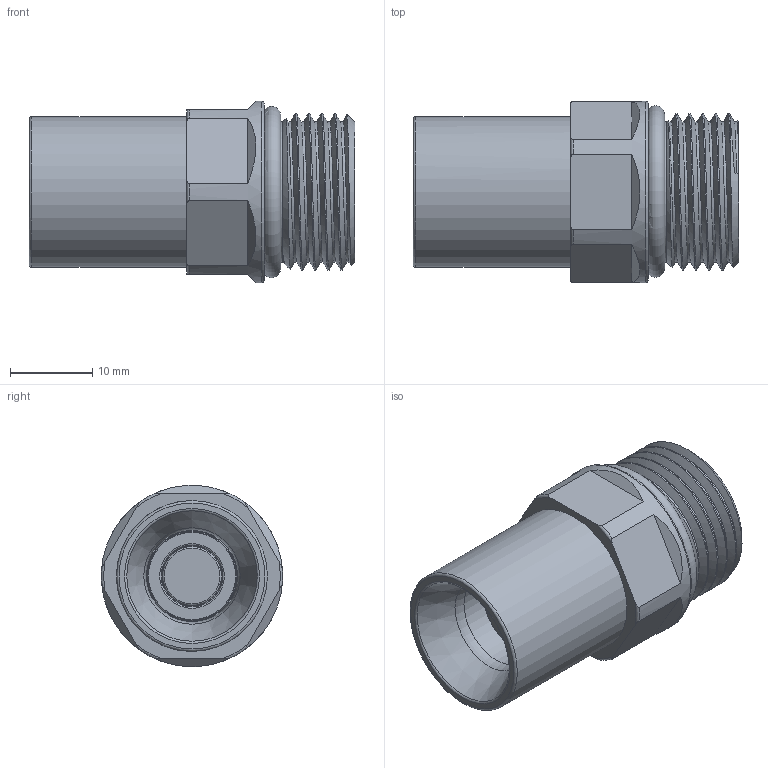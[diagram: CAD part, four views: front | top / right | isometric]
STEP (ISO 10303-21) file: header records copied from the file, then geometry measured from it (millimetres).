
FILE_DESCRIPTION( ('This file contains a STEP AP42 implementation' ,'as created by ZW3D STEP Interface translator.' ,'') ,'2;1' );
FILE_NAME( 'UQDB 04S.stp' ,'25 120. 83635', (''), ('ZWCAD Software Co.'), 'Version 1.0', 'ZW3D to STEP translator', '' );
FILE_SCHEMA(('AUTOMOTIVE_DESIGN { 1 0 10303 214 1 1 1 1 }'));
Length unit declared in the file: millimetre
Products named in the file (1): 0
Bounding box: 39.5 x 22 x 22 mm (x, y, z)
Volume: 9427 mm3; surface area: 4268.4 mm2
Topology: 1 solids, 1 shells, 82 faces, 213 edges, 144 vertices
Faces by surface type: plane 26, cylinder 24, torus 19, cone 11, bspline 2
Full cylindrical faces by diameter (mm): 7.14 x1, 11.15 x1, 11.6 x1, 14.5 x1, 14.6 x1, 17.1 x6, 18.3 x1, 19 x3, 22 x1
Entity records: 3826 total; most frequent: CARTESIAN_POINT 1711, ORIENTED_EDGE 424, DIRECTION 414, EDGE_CURVE 212, AXIS2_PLACEMENT_3D 179, VERTEX_POINT 144, CIRCLE 98, EDGE_LOOP 94
